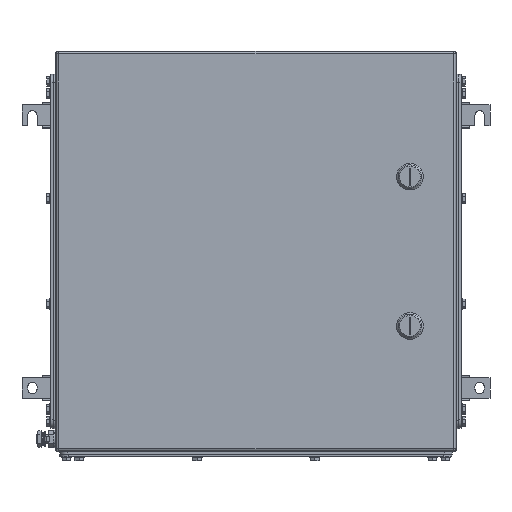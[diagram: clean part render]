
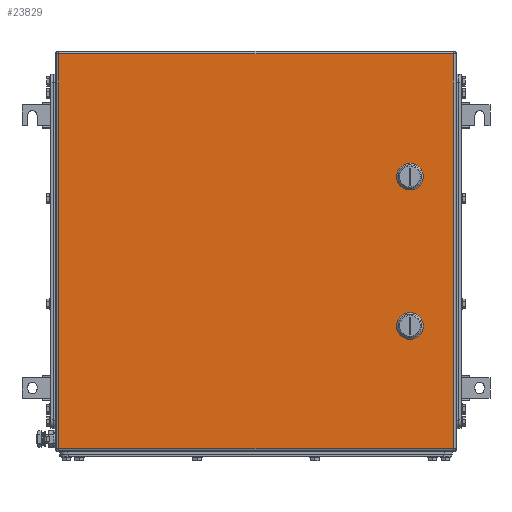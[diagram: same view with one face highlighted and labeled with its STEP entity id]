
A CAD part, top view. The second image highlights one B-rep face of the part: STEP entity #23829.
In plain terms, the highlighted planar face has unit normal (0, 0, 1).
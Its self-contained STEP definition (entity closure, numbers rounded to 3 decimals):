
#23643=AXIS2_PLACEMENT_3D('Circle Axis2P3D',#23641,#23642,$) ;
#23670=AXIS2_PLACEMENT_3D('Plane Axis2P3D',#23667,#23668,#23669) ;
#23715=AXIS2_PLACEMENT_3D('Circle Axis2P3D',#23713,#23714,$) ;
#23729=AXIS2_PLACEMENT_3D('Circle Axis2P3D',#23727,#23728,$) ;
#23743=AXIS2_PLACEMENT_3D('Circle Axis2P3D',#23741,#23742,$) ;
#23765=AXIS2_PLACEMENT_3D('Circle Axis2P3D',#23763,#23764,$) ;
#23781=AXIS2_PLACEMENT_3D('Circle Axis2P3D',#23779,#23780,$) ;
#23795=AXIS2_PLACEMENT_3D('Circle Axis2P3D',#23793,#23794,$) ;
#23809=AXIS2_PLACEMENT_3D('Circle Axis2P3D',#23807,#23808,$) ;
#23638=CARTESIAN_POINT('Vertex',(470.056,330.45,203.5)) ;
#23641=CARTESIAN_POINT('Axis2P3D Location',(465.,340.5,203.5)) ;
#23645=CARTESIAN_POINT('Vertex',(475.05,335.444,203.5)) ;
#23667=CARTESIAN_POINT('Axis2P3D Location',(280.5,251.,203.5)) ;
#23672=CARTESIAN_POINT('Line Origine',(280.5,487.5,203.5)) ;
#23676=CARTESIAN_POINT('Vertex',(517.,487.5,203.5)) ;
#23678=CARTESIAN_POINT('Vertex',(44.,487.5,203.5)) ;
#23681=CARTESIAN_POINT('Line Origine',(44.,251.,203.5)) ;
#23685=CARTESIAN_POINT('Vertex',(44.,14.5,203.5)) ;
#23688=CARTESIAN_POINT('Line Origine',(280.5,14.5,203.5)) ;
#23692=CARTESIAN_POINT('Vertex',(517.,14.5,203.5)) ;
#23695=CARTESIAN_POINT('Line Origine',(517.,251.,203.5)) ;
#23706=CARTESIAN_POINT('Line Origine',(465.,330.45,203.5)) ;
#23710=CARTESIAN_POINT('Vertex',(459.944,330.45,203.5)) ;
#23713=CARTESIAN_POINT('Axis2P3D Location',(465.,340.5,203.5)) ;
#23717=CARTESIAN_POINT('Vertex',(454.95,335.444,203.5)) ;
#23720=CARTESIAN_POINT('Line Origine',(454.95,340.5,203.5)) ;
#23724=CARTESIAN_POINT('Vertex',(454.95,345.556,203.5)) ;
#23727=CARTESIAN_POINT('Axis2P3D Location',(465.,340.5,203.5)) ;
#23731=CARTESIAN_POINT('Vertex',(459.944,350.55,203.5)) ;
#23734=CARTESIAN_POINT('Line Origine',(465.,350.55,203.5)) ;
#23738=CARTESIAN_POINT('Vertex',(470.056,350.55,203.5)) ;
#23741=CARTESIAN_POINT('Axis2P3D Location',(465.,340.5,203.5)) ;
#23745=CARTESIAN_POINT('Vertex',(475.05,345.556,203.5)) ;
#23748=CARTESIAN_POINT('Line Origine',(475.05,340.5,203.5)) ;
#23763=CARTESIAN_POINT('Axis2P3D Location',(465.,161.5,203.5)) ;
#23767=CARTESIAN_POINT('Vertex',(470.056,151.45,203.5)) ;
#23769=CARTESIAN_POINT('Vertex',(475.05,156.444,203.5)) ;
#23772=CARTESIAN_POINT('Line Origine',(465.,151.45,203.5)) ;
#23776=CARTESIAN_POINT('Vertex',(459.944,151.45,203.5)) ;
#23779=CARTESIAN_POINT('Axis2P3D Location',(465.,161.5,203.5)) ;
#23783=CARTESIAN_POINT('Vertex',(454.95,156.444,203.5)) ;
#23786=CARTESIAN_POINT('Line Origine',(454.95,161.5,203.5)) ;
#23790=CARTESIAN_POINT('Vertex',(454.95,166.556,203.5)) ;
#23793=CARTESIAN_POINT('Axis2P3D Location',(465.,161.5,203.5)) ;
#23797=CARTESIAN_POINT('Vertex',(459.944,171.55,203.5)) ;
#23800=CARTESIAN_POINT('Line Origine',(465.,171.55,203.5)) ;
#23804=CARTESIAN_POINT('Vertex',(470.056,171.55,203.5)) ;
#23807=CARTESIAN_POINT('Axis2P3D Location',(465.,161.5,203.5)) ;
#23811=CARTESIAN_POINT('Vertex',(475.05,166.556,203.5)) ;
#23814=CARTESIAN_POINT('Line Origine',(475.05,161.5,203.5)) ;
#23642=DIRECTION('Axis2P3D Direction',(0.,0.,1.)) ;
#23668=DIRECTION('Axis2P3D Direction',(0.,0.,1.)) ;
#23669=DIRECTION('Axis2P3D XDirection',(1.,0.,0.)) ;
#23673=DIRECTION('Vector Direction',(1.,0.,0.)) ;
#23682=DIRECTION('Vector Direction',(0.,-1.,0.)) ;
#23689=DIRECTION('Vector Direction',(1.,0.,0.)) ;
#23696=DIRECTION('Vector Direction',(0.,1.,0.)) ;
#23707=DIRECTION('Vector Direction',(1.,0.,0.)) ;
#23714=DIRECTION('Axis2P3D Direction',(0.,0.,1.)) ;
#23721=DIRECTION('Vector Direction',(0.,1.,0.)) ;
#23728=DIRECTION('Axis2P3D Direction',(0.,0.,1.)) ;
#23735=DIRECTION('Vector Direction',(1.,0.,0.)) ;
#23742=DIRECTION('Axis2P3D Direction',(0.,0.,1.)) ;
#23749=DIRECTION('Vector Direction',(0.,-1.,0.)) ;
#23764=DIRECTION('Axis2P3D Direction',(0.,0.,1.)) ;
#23773=DIRECTION('Vector Direction',(1.,0.,0.)) ;
#23780=DIRECTION('Axis2P3D Direction',(0.,0.,1.)) ;
#23787=DIRECTION('Vector Direction',(0.,1.,0.)) ;
#23794=DIRECTION('Axis2P3D Direction',(0.,0.,1.)) ;
#23801=DIRECTION('Vector Direction',(1.,0.,0.)) ;
#23808=DIRECTION('Axis2P3D Direction',(0.,0.,1.)) ;
#23815=DIRECTION('Vector Direction',(0.,-1.,0.)) ;
#23674=VECTOR('Line Direction',#23673,1.) ;
#23683=VECTOR('Line Direction',#23682,1.) ;
#23690=VECTOR('Line Direction',#23689,1.) ;
#23697=VECTOR('Line Direction',#23696,1.) ;
#23708=VECTOR('Line Direction',#23707,1.) ;
#23722=VECTOR('Line Direction',#23721,1.) ;
#23736=VECTOR('Line Direction',#23735,1.) ;
#23750=VECTOR('Line Direction',#23749,1.) ;
#23774=VECTOR('Line Direction',#23773,1.) ;
#23788=VECTOR('Line Direction',#23787,1.) ;
#23802=VECTOR('Line Direction',#23801,1.) ;
#23816=VECTOR('Line Direction',#23815,1.) ;
#23701=ORIENTED_EDGE('',*,*,#23680,.T.) ;
#23702=ORIENTED_EDGE('',*,*,#23687,.T.) ;
#23703=ORIENTED_EDGE('',*,*,#23694,.T.) ;
#23704=ORIENTED_EDGE('',*,*,#23699,.T.) ;
#23754=ORIENTED_EDGE('',*,*,#23712,.F.) ;
#23755=ORIENTED_EDGE('',*,*,#23719,.F.) ;
#23756=ORIENTED_EDGE('',*,*,#23726,.T.) ;
#23757=ORIENTED_EDGE('',*,*,#23733,.F.) ;
#23758=ORIENTED_EDGE('',*,*,#23740,.T.) ;
#23759=ORIENTED_EDGE('',*,*,#23747,.F.) ;
#23760=ORIENTED_EDGE('',*,*,#23752,.T.) ;
#23761=ORIENTED_EDGE('',*,*,#23647,.F.) ;
#23820=ORIENTED_EDGE('',*,*,#23771,.F.) ;
#23821=ORIENTED_EDGE('',*,*,#23778,.F.) ;
#23822=ORIENTED_EDGE('',*,*,#23785,.F.) ;
#23823=ORIENTED_EDGE('',*,*,#23792,.T.) ;
#23824=ORIENTED_EDGE('',*,*,#23799,.F.) ;
#23825=ORIENTED_EDGE('',*,*,#23806,.T.) ;
#23826=ORIENTED_EDGE('',*,*,#23813,.F.) ;
#23827=ORIENTED_EDGE('',*,*,#23818,.T.) ;
#23762=FACE_BOUND('',#23753,.T.) ;
#23828=FACE_BOUND('',#23819,.T.) ;
#23829=ADVANCED_FACE('ZUB_KTB_QL_484820_3GP_AllCATPart_AllCATPart.2\\ZUB_KTB_QL_484820_3GP_AllCATPart.2\\ZUB_DE_KTB_QL.1\\DE_KTB_MH_PART_MASTER.1\\Koerper.2',(#23705,#23762,#23828),#23671,.T.) ;
#23644=CIRCLE('generated circle',#23643,11.25) ;
#23716=CIRCLE('generated circle',#23715,11.25) ;
#23730=CIRCLE('generated circle',#23729,11.25) ;
#23744=CIRCLE('generated circle',#23743,11.25) ;
#23766=CIRCLE('generated circle',#23765,11.25) ;
#23782=CIRCLE('generated circle',#23781,11.25) ;
#23796=CIRCLE('generated circle',#23795,11.25) ;
#23810=CIRCLE('generated circle',#23809,11.25) ;
#23647=EDGE_CURVE('',#23639,#23646,#23644,.T.) ;
#23680=EDGE_CURVE('',#23677,#23679,#23675,.F.) ;
#23687=EDGE_CURVE('',#23679,#23686,#23684,.T.) ;
#23694=EDGE_CURVE('',#23686,#23693,#23691,.T.) ;
#23699=EDGE_CURVE('',#23693,#23677,#23698,.T.) ;
#23712=EDGE_CURVE('',#23711,#23639,#23709,.T.) ;
#23719=EDGE_CURVE('',#23718,#23711,#23716,.T.) ;
#23726=EDGE_CURVE('',#23718,#23725,#23723,.T.) ;
#23733=EDGE_CURVE('',#23732,#23725,#23730,.T.) ;
#23740=EDGE_CURVE('',#23732,#23739,#23737,.T.) ;
#23747=EDGE_CURVE('',#23746,#23739,#23744,.T.) ;
#23752=EDGE_CURVE('',#23746,#23646,#23751,.T.) ;
#23771=EDGE_CURVE('',#23768,#23770,#23766,.T.) ;
#23778=EDGE_CURVE('',#23777,#23768,#23775,.T.) ;
#23785=EDGE_CURVE('',#23784,#23777,#23782,.T.) ;
#23792=EDGE_CURVE('',#23784,#23791,#23789,.T.) ;
#23799=EDGE_CURVE('',#23798,#23791,#23796,.T.) ;
#23806=EDGE_CURVE('',#23798,#23805,#23803,.T.) ;
#23813=EDGE_CURVE('',#23812,#23805,#23810,.T.) ;
#23818=EDGE_CURVE('',#23812,#23770,#23817,.T.) ;
#23700=EDGE_LOOP('',(#23701,#23702,#23703,#23704)) ;
#23753=EDGE_LOOP('',(#23754,#23755,#23756,#23757,#23758,#23759,#23760,#23761)) ;
#23819=EDGE_LOOP('',(#23820,#23821,#23822,#23823,#23824,#23825,#23826,#23827)) ;
#23705=FACE_OUTER_BOUND('',#23700,.T.) ;
#23675=LINE('Line',#23672,#23674) ;
#23684=LINE('Line',#23681,#23683) ;
#23691=LINE('Line',#23688,#23690) ;
#23698=LINE('Line',#23695,#23697) ;
#23709=LINE('Line',#23706,#23708) ;
#23723=LINE('Line',#23720,#23722) ;
#23737=LINE('Line',#23734,#23736) ;
#23751=LINE('Line',#23748,#23750) ;
#23775=LINE('Line',#23772,#23774) ;
#23789=LINE('Line',#23786,#23788) ;
#23803=LINE('Line',#23800,#23802) ;
#23817=LINE('Line',#23814,#23816) ;
#23671=PLANE('',#23670) ;
#23639=VERTEX_POINT('',#23638) ;
#23646=VERTEX_POINT('',#23645) ;
#23677=VERTEX_POINT('',#23676) ;
#23679=VERTEX_POINT('',#23678) ;
#23686=VERTEX_POINT('',#23685) ;
#23693=VERTEX_POINT('',#23692) ;
#23711=VERTEX_POINT('',#23710) ;
#23718=VERTEX_POINT('',#23717) ;
#23725=VERTEX_POINT('',#23724) ;
#23732=VERTEX_POINT('',#23731) ;
#23739=VERTEX_POINT('',#23738) ;
#23746=VERTEX_POINT('',#23745) ;
#23768=VERTEX_POINT('',#23767) ;
#23770=VERTEX_POINT('',#23769) ;
#23777=VERTEX_POINT('',#23776) ;
#23784=VERTEX_POINT('',#23783) ;
#23791=VERTEX_POINT('',#23790) ;
#23798=VERTEX_POINT('',#23797) ;
#23805=VERTEX_POINT('',#23804) ;
#23812=VERTEX_POINT('',#23811) ;
